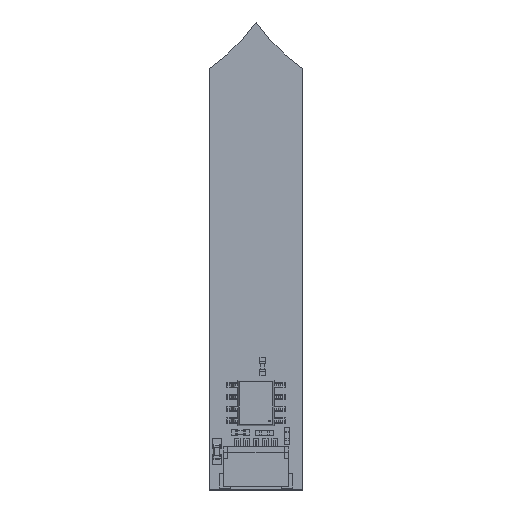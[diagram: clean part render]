
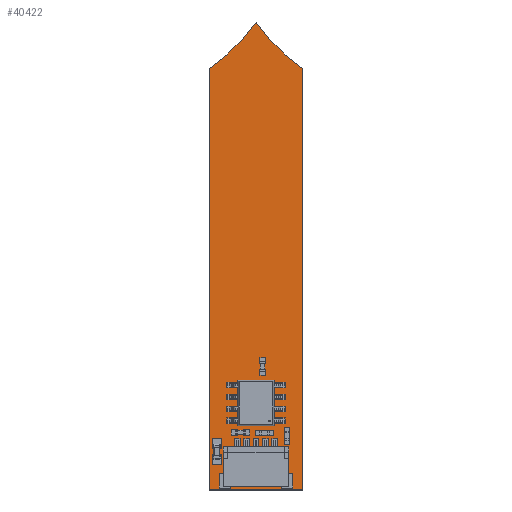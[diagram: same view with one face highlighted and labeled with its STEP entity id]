
A CAD part, top view. The second image highlights one B-rep face of the part: STEP entity #40422.
In plain terms, the highlighted planar face has unit normal (0, 0, 1).
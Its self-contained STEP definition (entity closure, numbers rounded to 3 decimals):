
#40019 = VERTEX_POINT('',#40020);
#40020 = CARTESIAN_POINT('',(10.,5.,0.6));
#40027 = PLANE('',#40028);
#40028 = AXIS2_PLACEMENT_3D('',#40029,#40030,#40031);
#40029 = CARTESIAN_POINT('',(10.,5.,0.));
#40030 = DIRECTION('',(0.,1.,0.));
#40031 = DIRECTION('',(1.,0.,0.));
#40039 = PLANE('',#40040);
#40040 = AXIS2_PLACEMENT_3D('',#40041,#40042,#40043);
#40041 = CARTESIAN_POINT('',(10.,50.,0.));
#40042 = DIRECTION('',(1.,0.,0.));
#40043 = DIRECTION('',(0.,-1.,0.));
#40051 = EDGE_CURVE('',#40019,#40052,#40054,.T.);
#40052 = VERTEX_POINT('',#40053);
#40053 = CARTESIAN_POINT('',(20.,5.,0.6));
#40054 = SURFACE_CURVE('',#40055,(#40059,#40066),.PCURVE_S1.);
#40055 = LINE('',#40056,#40057);
#40056 = CARTESIAN_POINT('',(10.,5.,0.6));
#40057 = VECTOR('',#40058,1.);
#40058 = DIRECTION('',(1.,0.,0.));
#40059 = PCURVE('',#40027,#40060);
#40060 = DEFINITIONAL_REPRESENTATION('',(#40061),#40065);
#40061 = LINE('',#40062,#40063);
#40062 = CARTESIAN_POINT('',(0.,-0.6));
#40063 = VECTOR('',#40064,1.);
#40064 = DIRECTION('',(1.,0.));
#40065 = ( GEOMETRIC_REPRESENTATION_CONTEXT(2) 
PARAMETRIC_REPRESENTATION_CONTEXT() REPRESENTATION_CONTEXT('2D SPACE',''
  ) );
#40066 = PCURVE('',#40067,#40072);
#40067 = PLANE('',#40068);
#40068 = AXIS2_PLACEMENT_3D('',#40069,#40070,#40071);
#40069 = CARTESIAN_POINT('',(15.,28.624,0.6));
#40070 = DIRECTION('',(0.,0.,1.));
#40071 = DIRECTION('',(1.,0.,-0.));
#40072 = DEFINITIONAL_REPRESENTATION('',(#40073),#40077);
#40073 = LINE('',#40074,#40075);
#40074 = CARTESIAN_POINT('',(-5.,-23.624));
#40075 = VECTOR('',#40076,1.);
#40076 = DIRECTION('',(1.,0.));
#40077 = ( GEOMETRIC_REPRESENTATION_CONTEXT(2) 
PARAMETRIC_REPRESENTATION_CONTEXT() REPRESENTATION_CONTEXT('2D SPACE',''
  ) );
#40095 = PLANE('',#40096);
#40096 = AXIS2_PLACEMENT_3D('',#40097,#40098,#40099);
#40097 = CARTESIAN_POINT('',(20.,5.,0.));
#40098 = DIRECTION('',(-1.,0.,0.));
#40099 = DIRECTION('',(0.,1.,0.));
#40137 = EDGE_CURVE('',#40052,#40138,#40140,.T.);
#40138 = VERTEX_POINT('',#40139);
#40139 = CARTESIAN_POINT('',(20.,50.,0.6));
#40140 = SURFACE_CURVE('',#40141,(#40145,#40152),.PCURVE_S1.);
#40141 = LINE('',#40142,#40143);
#40142 = CARTESIAN_POINT('',(20.,5.,0.6));
#40143 = VECTOR('',#40144,1.);
#40144 = DIRECTION('',(0.,1.,0.));
#40145 = PCURVE('',#40095,#40146);
#40146 = DEFINITIONAL_REPRESENTATION('',(#40147),#40151);
#40147 = LINE('',#40148,#40149);
#40148 = CARTESIAN_POINT('',(0.,-0.6));
#40149 = VECTOR('',#40150,1.);
#40150 = DIRECTION('',(1.,0.));
#40151 = ( GEOMETRIC_REPRESENTATION_CONTEXT(2) 
PARAMETRIC_REPRESENTATION_CONTEXT() REPRESENTATION_CONTEXT('2D SPACE',''
  ) );
#40152 = PCURVE('',#40067,#40153);
#40153 = DEFINITIONAL_REPRESENTATION('',(#40154),#40158);
#40154 = LINE('',#40155,#40156);
#40155 = CARTESIAN_POINT('',(5.,-23.624));
#40156 = VECTOR('',#40157,1.);
#40157 = DIRECTION('',(0.,1.));
#40158 = ( GEOMETRIC_REPRESENTATION_CONTEXT(2) 
PARAMETRIC_REPRESENTATION_CONTEXT() REPRESENTATION_CONTEXT('2D SPACE',''
  ) );
#40176 = CYLINDRICAL_SURFACE('',#40177,20.36);
#40177 = AXIS2_PLACEMENT_3D('',#40178,#40179,#40180);
#40178 = CARTESIAN_POINT('',(31.678,66.678,0.));
#40179 = DIRECTION('',(-0.,-0.,-1.));
#40180 = DIRECTION('',(-0.819,-0.574,0.));
#40237 = EDGE_CURVE('',#40238,#40138,#40240,.T.);
#40238 = VERTEX_POINT('',#40239);
#40239 = CARTESIAN_POINT('',(15.,55.,0.6));
#40240 = SURFACE_CURVE('',#40241,(#40246,#40253),.PCURVE_S1.);
#40241 = CIRCLE('',#40242,20.36);
#40242 = AXIS2_PLACEMENT_3D('',#40243,#40244,#40245);
#40243 = CARTESIAN_POINT('',(31.678,66.678,0.6));
#40244 = DIRECTION('',(0.,0.,1.));
#40245 = DIRECTION('',(-0.819,-0.574,0.));
#40246 = PCURVE('',#40176,#40247);
#40247 = DEFINITIONAL_REPRESENTATION('',(#40248),#40252);
#40248 = LINE('',#40249,#40250);
#40249 = CARTESIAN_POINT('',(6.283,-0.6));
#40250 = VECTOR('',#40251,1.);
#40251 = DIRECTION('',(-1.,0.));
#40252 = ( GEOMETRIC_REPRESENTATION_CONTEXT(2) 
PARAMETRIC_REPRESENTATION_CONTEXT() REPRESENTATION_CONTEXT('2D SPACE',''
  ) );
#40253 = PCURVE('',#40067,#40254);
#40254 = DEFINITIONAL_REPRESENTATION('',(#40255),#40259);
#40255 = CIRCLE('',#40256,20.36);
#40256 = AXIS2_PLACEMENT_2D('',#40257,#40258);
#40257 = CARTESIAN_POINT('',(16.678,38.055));
#40258 = DIRECTION('',(-0.819,-0.574));
#40259 = ( GEOMETRIC_REPRESENTATION_CONTEXT(2) 
PARAMETRIC_REPRESENTATION_CONTEXT() REPRESENTATION_CONTEXT('2D SPACE',''
  ) );
#40275 = CYLINDRICAL_SURFACE('',#40276,20.36);
#40276 = AXIS2_PLACEMENT_3D('',#40277,#40278,#40279);
#40277 = CARTESIAN_POINT('',(-1.678,66.678,0.));
#40278 = DIRECTION('',(0.,0.,-1.));
#40279 = DIRECTION('',(0.819,-0.574,0.));
#40291 = EDGE_CURVE('',#40238,#40292,#40294,.T.);
#40292 = VERTEX_POINT('',#40293);
#40293 = CARTESIAN_POINT('',(10.,50.,0.6));
#40294 = SURFACE_CURVE('',#40295,(#40300,#40307),.PCURVE_S1.);
#40295 = CIRCLE('',#40296,20.36);
#40296 = AXIS2_PLACEMENT_3D('',#40297,#40298,#40299);
#40297 = CARTESIAN_POINT('',(-1.678,66.678,0.6));
#40298 = DIRECTION('',(0.,0.,-1.));
#40299 = DIRECTION('',(0.819,-0.574,0.));
#40300 = PCURVE('',#40275,#40301);
#40301 = DEFINITIONAL_REPRESENTATION('',(#40302),#40306);
#40302 = LINE('',#40303,#40304);
#40303 = CARTESIAN_POINT('',(0.,-0.6));
#40304 = VECTOR('',#40305,1.);
#40305 = DIRECTION('',(1.,0.));
#40306 = ( GEOMETRIC_REPRESENTATION_CONTEXT(2) 
PARAMETRIC_REPRESENTATION_CONTEXT() REPRESENTATION_CONTEXT('2D SPACE',''
  ) );
#40307 = PCURVE('',#40067,#40308);
#40308 = DEFINITIONAL_REPRESENTATION('',(#40309),#40317);
#40309 = ( BOUNDED_CURVE() B_SPLINE_CURVE(2,(#40310,#40311,#40312,#40313
    ,#40314,#40315,#40316),.UNSPECIFIED.,.T.,.F.) 
B_SPLINE_CURVE_WITH_KNOTS((1,2,2,2,2,1),(-2.094,0.,
    2.094,4.189,6.283,8.378),
.UNSPECIFIED.) CURVE() GEOMETRIC_REPRESENTATION_ITEM() 
RATIONAL_B_SPLINE_CURVE((1.,0.5,1.,0.5,1.,0.5,1.)) REPRESENTATION_ITEM(
  '') );
#40310 = CARTESIAN_POINT('',(0.,26.376));
#40311 = CARTESIAN_POINT('',(-20.227,-2.511));
#40312 = CARTESIAN_POINT('',(-35.131,29.45));
#40313 = CARTESIAN_POINT('',(-50.035,61.411));
#40314 = CARTESIAN_POINT('',(-14.904,58.338));
#40315 = CARTESIAN_POINT('',(20.227,55.264));
#40316 = CARTESIAN_POINT('',(0.,26.376));
#40317 = ( GEOMETRIC_REPRESENTATION_CONTEXT(2) 
PARAMETRIC_REPRESENTATION_CONTEXT() REPRESENTATION_CONTEXT('2D SPACE',''
  ) );
#40372 = EDGE_CURVE('',#40292,#40019,#40373,.T.);
#40373 = SURFACE_CURVE('',#40374,(#40378,#40385),.PCURVE_S1.);
#40374 = LINE('',#40375,#40376);
#40375 = CARTESIAN_POINT('',(10.,50.,0.6));
#40376 = VECTOR('',#40377,1.);
#40377 = DIRECTION('',(0.,-1.,0.));
#40378 = PCURVE('',#40039,#40379);
#40379 = DEFINITIONAL_REPRESENTATION('',(#40380),#40384);
#40380 = LINE('',#40381,#40382);
#40381 = CARTESIAN_POINT('',(0.,-0.6));
#40382 = VECTOR('',#40383,1.);
#40383 = DIRECTION('',(1.,0.));
#40384 = ( GEOMETRIC_REPRESENTATION_CONTEXT(2) 
PARAMETRIC_REPRESENTATION_CONTEXT() REPRESENTATION_CONTEXT('2D SPACE',''
  ) );
#40385 = PCURVE('',#40067,#40386);
#40386 = DEFINITIONAL_REPRESENTATION('',(#40387),#40391);
#40387 = LINE('',#40388,#40389);
#40388 = CARTESIAN_POINT('',(-5.,21.376));
#40389 = VECTOR('',#40390,1.);
#40390 = DIRECTION('',(0.,-1.));
#40391 = ( GEOMETRIC_REPRESENTATION_CONTEXT(2) 
PARAMETRIC_REPRESENTATION_CONTEXT() REPRESENTATION_CONTEXT('2D SPACE',''
  ) );
#40422 = ADVANCED_FACE('',(#40423),#40067,.T.);
#40423 = FACE_BOUND('',#40424,.T.);
#40424 = EDGE_LOOP('',(#40425,#40426,#40427,#40428,#40429));
#40425 = ORIENTED_EDGE('',*,*,#40051,.T.);
#40426 = ORIENTED_EDGE('',*,*,#40137,.T.);
#40427 = ORIENTED_EDGE('',*,*,#40237,.F.);
#40428 = ORIENTED_EDGE('',*,*,#40291,.T.);
#40429 = ORIENTED_EDGE('',*,*,#40372,.T.);
